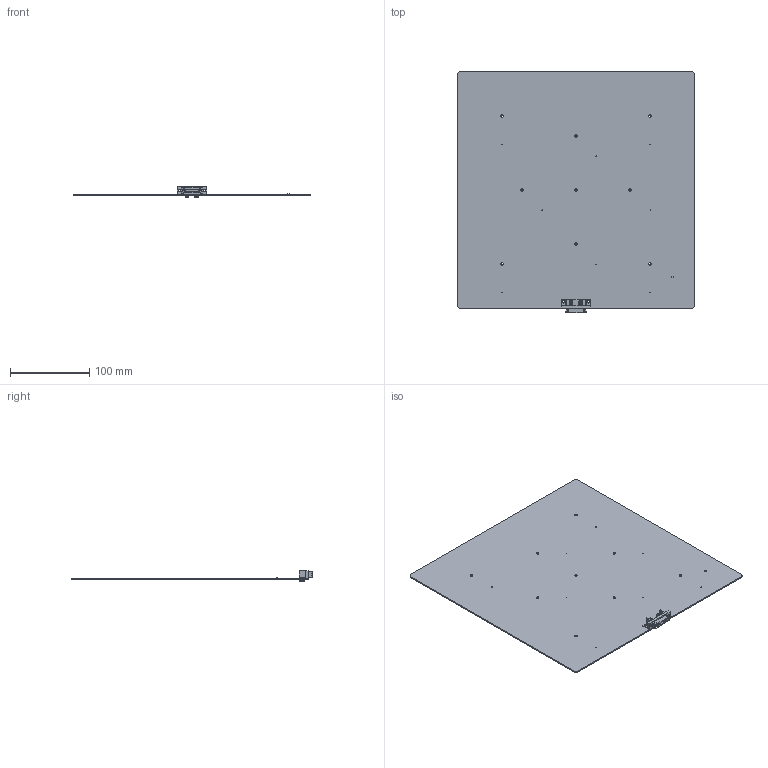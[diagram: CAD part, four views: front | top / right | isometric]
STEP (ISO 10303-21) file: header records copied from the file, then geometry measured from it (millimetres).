
FILE_DESCRIPTION(('Open CASCADE Model'),'2;1');
FILE_NAME('Open CASCADE Shape Model','2017-11-02T12:38:05',('Author'),( 'Open CASCADE'),'Open CASCADE STEP processor 6.8','Open CASCADE 6.8' ,'Unknown');
FILE_SCHEMA(('AUTOMOTIVE_DESIGN { 1 0 10303 214 1 1 1 1 }'));
Length unit declared in the file: millimetre
Products named in the file (9): PCB; Board; PWR; 718746592; Extruded; 718747816; P1; N10226-5212-XC-01_step
Assembly tree (8 placements, depth 4):
  PCB
    Board
    PWR
      718746592
        Extruded
      718747816
        Extruded
    P1
      N10226-5212-XC-01_step
Bounding box: 300 x 305.07 x 13.21 mm (x, y, z)
Volume: 146027.6 mm3; surface area: 184850.5 mm2
Topology: 4 solids, 4 shells, 366 faces, 1020 edges, 680 vertices
Faces by surface type: plane 296, cylinder 70
Full cylindrical faces by diameter (mm): 0.305 x16, 0.711 x26, 2.845 x2, 3.2 x9
Entity records: 28945 total; most frequent: CARTESIAN_POINT 12640, B_SPLINE_CURVE_WITH_KNOTS 2439, ORIENTED_EDGE 2040, PCURVE 2040, DEFINITIONAL_REPRESENTATION 2040, DIRECTION 1477, EDGE_CURVE 1020, SURFACE_CURVE 967
